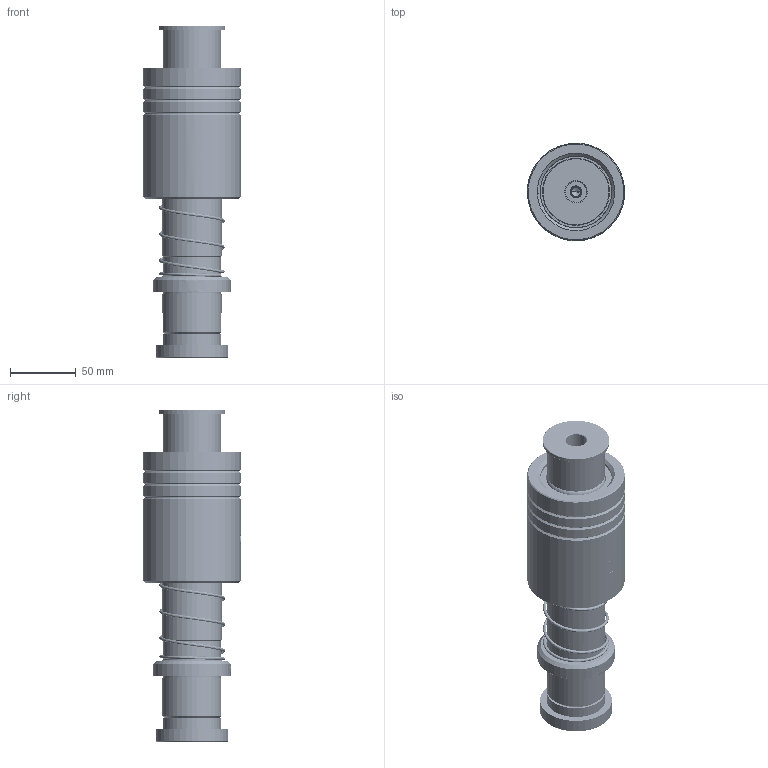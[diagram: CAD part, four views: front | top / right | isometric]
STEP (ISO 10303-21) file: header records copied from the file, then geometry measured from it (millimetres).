
FILE_DESCRIPTION (( 'STEP AP214' ), '1' );
FILE_NAME ('HKSH(HKJH)-D45-L170(BL-100).STEP', '2024-10-26T03:22:46', ( '111' ), ( '21222' ), 'SwSTEP 2.0', 'SolidWorks 2020', '' );
FILE_SCHEMA (( 'AUTOMOTIVE_DESIGN' ));
Length unit declared in the file: millimetre
Products named in the file (9): TBB-D74-d55-L100; HKSH(HKJH)-D45-L170(BL-100); TRPK-D45-L170; HWP-D50.1-45.5-L90; GTK-D51-d44; BSH-54.5-45.5-L90; BSH-D54.5-45.5-L90郪蚾; BALL-D5; DRPK蹟簽D45
Assembly tree (327 placements, depth 3):
  HKSH(HKJH)-D45-L170(BL-100)
    TRPK-D45-L170
    DRPK蹟簽D45
    GTK-D51-d44
    TBB-D74-d55-L100
    HWP-D50.1-45.5-L90
    BSH-D54.5-45.5-L90郪蚾
      BSH-54.5-45.5-L90
      BALL-D5  x320
Bounding box: 74.21 x 74.25 x 253 mm (x, y, z)
Volume: 663736.3 mm3; surface area: 180459.2 mm2
Topology: 326 solids, 326 shells, 1478 faces, 6261 edges, 4150 vertices
Faces by surface type: sphere 1280, cone 58, cylinder 56, plane 36, torus 26, bspline 22
Entity records: 66149 total; most frequent: CARTESIAN_POINT 42299, ORIENTED_EDGE 4824, DIRECTION 4166, EDGE_CURVE 2412, AXIS2_PLACEMENT_3D 2005, VERTEX_POINT 1578, EDGE_LOOP 1480, B_SPLINE_CURVE_WITH_KNOTS 1401
